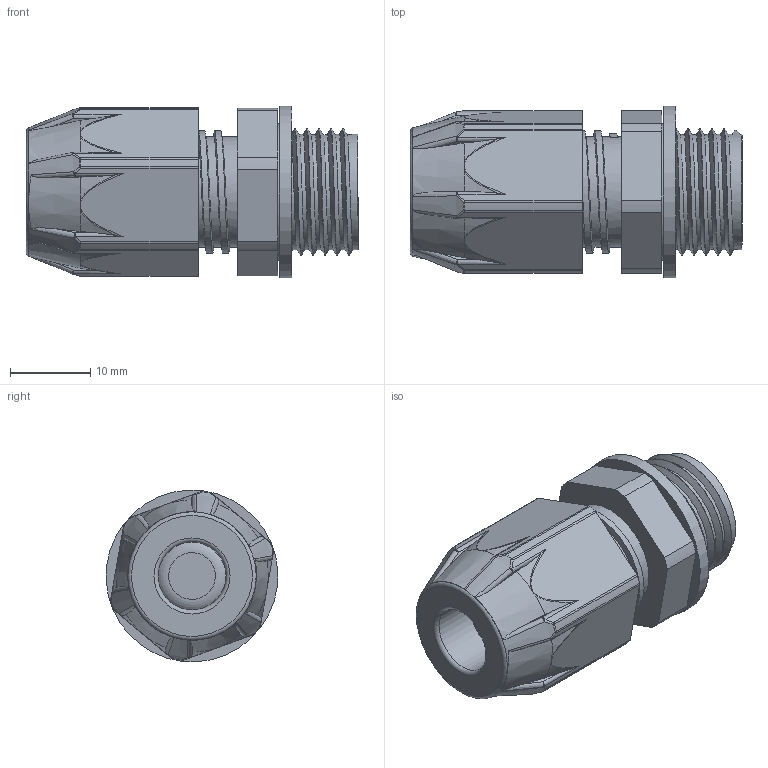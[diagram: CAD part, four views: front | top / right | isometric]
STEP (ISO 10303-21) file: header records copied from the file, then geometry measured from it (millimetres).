
FILE_DESCRIPTION(/* description */ ('Euro-Top-X-4.Generation M16x1,5, Ex e'),/* implementation_level */ '2;1');
FILE_NAME(/* name */ '85080516X4HI-RST.stp',/* time_stamp */ '2020-02-21T08:53:46+01:00',/* author */ ('sl'),/* organization */ (''),/* preprocessor_version */ 'ST-DEVELOPER v16.5',/* originating_system */ 'Autodesk Inventor 2017',/* authorisation */ '');
FILE_SCHEMA (('AUTOMOTIVE_DESIGN { 1 0 10303 214 3 1 1 }'));
Length unit declared in the file: millimetre
Products named in the file (6): 85080516X4HI; 85080516X4HI_1; 85080516X4HISI; 85080512X4HI; 85080516X4HISI_1; 85080516X4HI_2
Assembly tree (5 placements, depth 2):
  85080516X4HI
    85080516X4HI_1
    85080516X4HISI
    85080512X4HI
    85080516X4HISI_1
    85080516X4HI_2
Bounding box: 41.47 x 21.43 x 21.43 mm (x, y, z)
Volume: 3994.2 mm3; surface area: 8026.4 mm2
Topology: 4 solids, 5 shells, 349 faces, 925 edges, 582 vertices
Faces by surface type: plane 115, cylinder 104, bspline 57, torus 28, sphere 24, cone 21
Full cylindrical faces by diameter (mm): 8.43 x1, 8.5 x2, 8.68 x1, 9 x1, 9.93 x1, 11.05 x1, 11.64 x1, 12.3 x1, 13.75 x4, 14.05 x4, 14.35 x1, 14.388 x6, 15.572 x5, 21.46 x1
Entity records: 14816 total; most frequent: CARTESIAN_POINT 6683, ORIENTED_EDGE 1652, DIRECTION 1602, EDGE_CURVE 826, AXIS2_PLACEMENT_3D 675, VERTEX_POINT 539, EDGE_LOOP 377, CIRCLE 361
